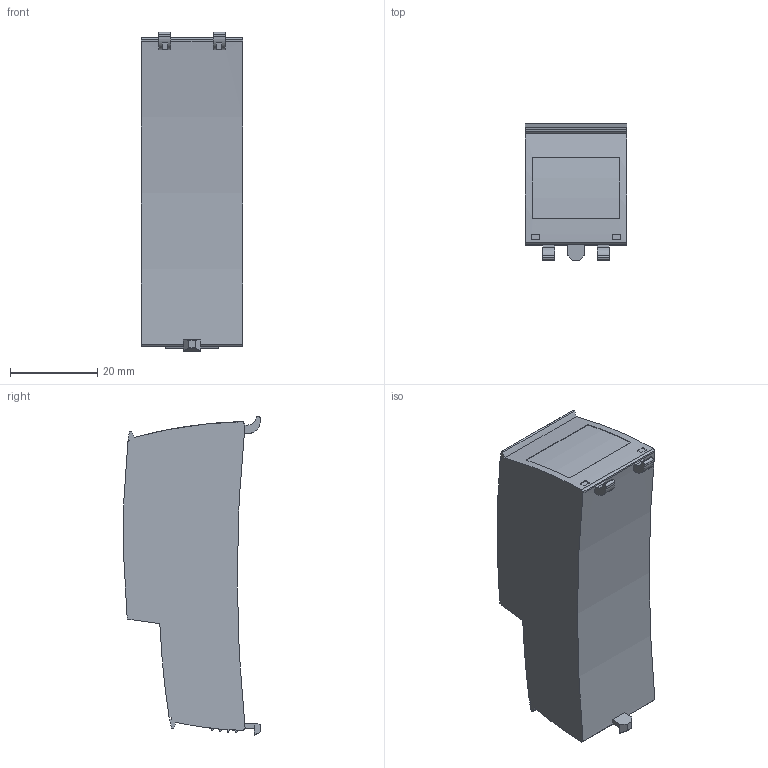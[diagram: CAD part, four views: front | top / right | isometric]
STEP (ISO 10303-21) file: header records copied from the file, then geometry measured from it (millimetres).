
FILE_DESCRIPTION (( 'STEP AP214' ), '1' );
FILE_NAME ('SCU-PDM2 mod1.STEP', '2022-02-03T13:03:32', ( '' ), ( '' ), 'SwSTEP 2.0', 'SolidWorks 2017', '' );
FILE_SCHEMA (( 'AUTOMOTIVE_DESIGN' ));
Length unit declared in the file: inch
Products named in the file (1): SCU-PDM2 mod1
Bounding box: 23.3 x 31.38 x 73.31 mm (x, y, z)
Volume: 37201.8 mm3; surface area: 7896.1 mm2
Topology: 1 solids, 3 shells, 141 faces, 382 edges, 253 vertices
Faces by surface type: cylinder 57, plane 56, bspline 28
Entity records: 5318 total; most frequent: CARTESIAN_POINT 1928, ORIENTED_EDGE 764, DIRECTION 606, EDGE_CURVE 382, VERTEX_POINT 253, AXIS2_PLACEMENT_3D 205, LINE 196, VECTOR 196
